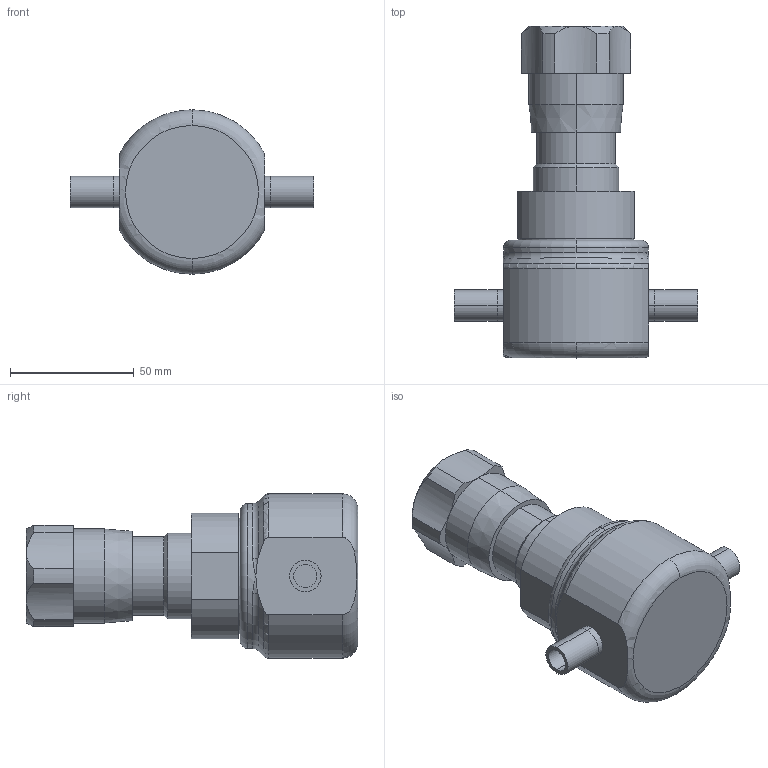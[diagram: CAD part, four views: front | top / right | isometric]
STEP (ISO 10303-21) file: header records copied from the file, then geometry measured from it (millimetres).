
FILE_DESCRIPTION (( 'STEP AP203' ), '1' );
FILE_NAME ('JSRLF-050-WA.STEP', '2017-06-27T12:04:46', ( '' ), ( '' ), 'SwSTEP 2.0', 'SolidWorks 2014', '' );
FILE_SCHEMA (( 'CONFIG_CONTROL_DESIGN' ));
Length unit declared in the file: inch
Products named in the file (2): JSRLF-050-WA
Bounding box: 98.37 x 134.3 x 66.55 mm (x, y, z)
Volume: 265224.7 mm3; surface area: 30113.6 mm2
Topology: 1 solids, 1 shells, 89 faces, 208 edges, 125 vertices
Faces by surface type: cylinder 41, plane 20, cone 14, torus 10, bspline 4
Entity records: 3066 total; most frequent: CARTESIAN_POINT 878, DIRECTION 463, ORIENTED_EDGE 408, EDGE_CURVE 204, AXIS2_PLACEMENT_3D 204, VERTEX_POINT 125, CIRCLE 117, EDGE_LOOP 97
